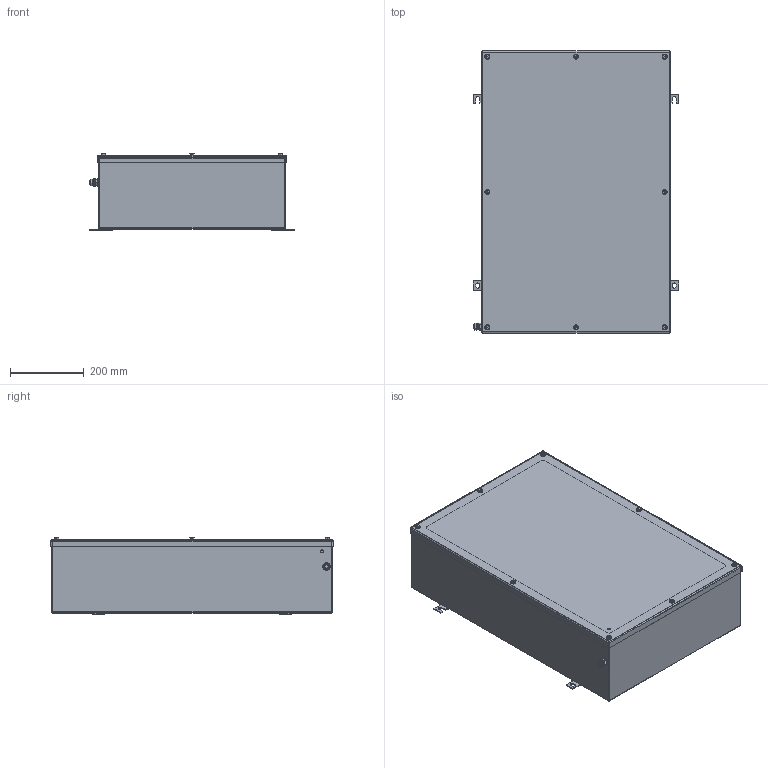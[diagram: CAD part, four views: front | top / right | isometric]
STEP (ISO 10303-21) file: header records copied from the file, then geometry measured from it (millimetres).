
FILE_DESCRIPTION(('CATIA V5 STEP Exchange','CAx-IF Rec.Pracs.--- Model Styling and Organization---1.4--- 2014-01-23'),'2;1');
FILE_NAME ('008694-4_2_1196550000_1196550000.stp','2019-09-25T09:05:15+00:00',('none'),('Weidmueller'),'CATIA Version 5-6 Release 2016 SP3 HF44','CATIA V5 STEP AP214','none');
FILE_SCHEMA(('AUTOMOTIVE_DESIGN { 1 0 10303 214 1 1 1 1 }'));
Length unit declared in the file: millimetre
Products named in the file (1): Product5_AllCATPart
Bounding box: 559 x 767 x 208.5 mm (x, y, z)
Volume: 2293124.3 mm3; surface area: 2935268.3 mm2
Topology: 57 solids, 57 shells, 1229 faces, 2850 edges, 1747 vertices
Faces by surface type: cylinder 464, plane 407, cone 286, torus 56, sphere 16
Entity records: 32873 total; most frequent: CARTESIAN_POINT 6971, ORIENTED_EDGE 5600, DIRECTION 4287, EDGE_CURVE 2800, AXIS2_PLACEMENT_3D 2120, VERTEX_POINT 1747, EDGE_LOOP 1375, VECTOR 1294
